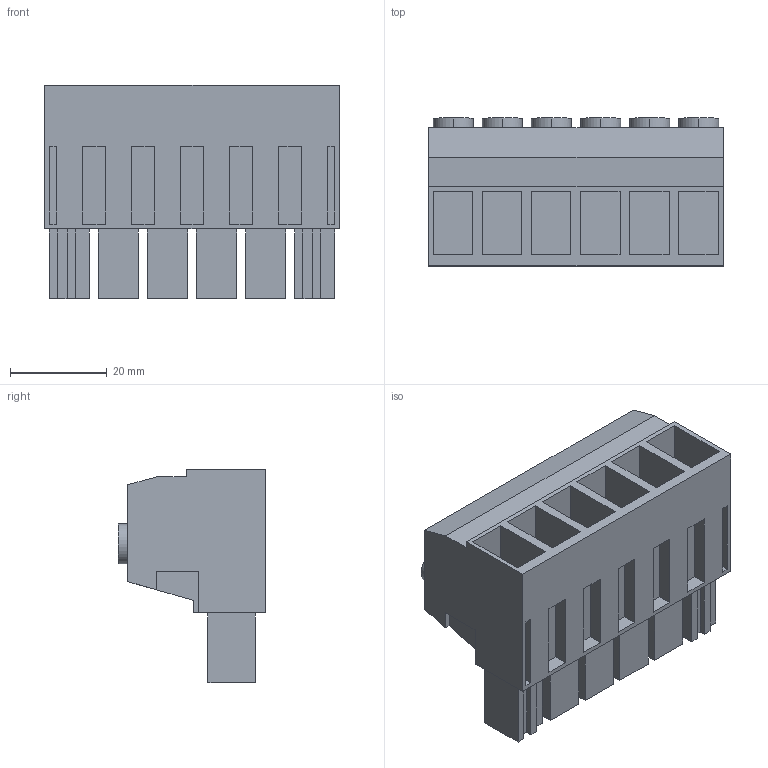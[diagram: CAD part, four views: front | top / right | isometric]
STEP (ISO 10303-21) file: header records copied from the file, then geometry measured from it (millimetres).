
FILE_DESCRIPTION(('CATIA V5 STEP Exchange','CAx-IF Rec.Pracs.--- Model Styling and Organization---1.2---2011-12-15'),'2;1');
FILE_NAME ('D1459164_0_1924580000_1924580000.stp','2017-04-28T06:34:16+00:00',('none'),('Weidmueller'),'CATIA Version 5-6 Release 2014','CATIA V5 STEP AP214','none');
FILE_SCHEMA(('AUTOMOTIVE_DESIGN { 1 0 10303 214 1 1 1 1 }'));
Length unit declared in the file: millimetre
Products named in the file (1): 1924580000
Bounding box: 60.96 x 30.6 x 44.1 mm (x, y, z)
Volume: 42350 mm3; surface area: 18758.8 mm2
Topology: 7 solids, 7 shells, 392 faces, 1045 edges, 710 vertices
Faces by surface type: plane 356, cylinder 36
Entity records: 11534 total; most frequent: CARTESIAN_POINT 2253, ORIENTED_EDGE 2090, DIRECTION 1538, EDGE_CURVE 1045, VECTOR 949, LINE 949, VERTEX_POINT 710, EDGE_LOOP 435
